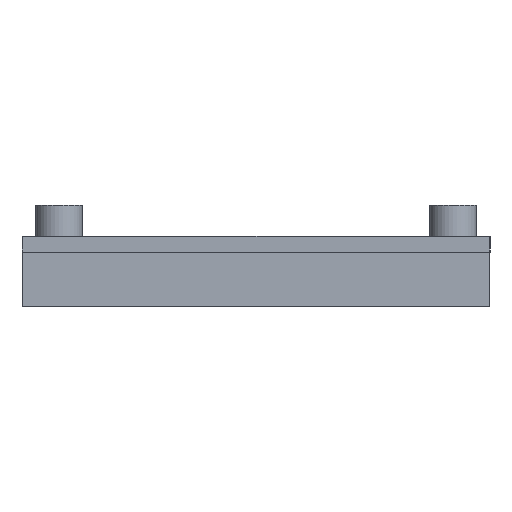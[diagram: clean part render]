
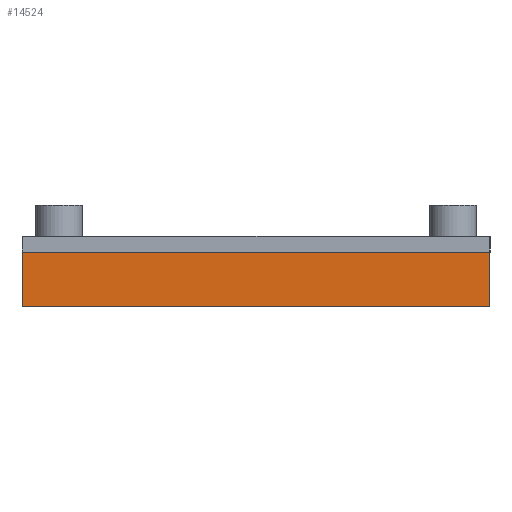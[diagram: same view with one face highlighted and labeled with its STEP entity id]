
A CAD part, left-side view. The second image highlights one B-rep face of the part: STEP entity #14524.
In plain terms, the highlighted planar face has unit normal (-1, 0, 0).
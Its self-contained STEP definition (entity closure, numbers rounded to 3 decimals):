
#211=PLANE('',#15354);
#1008=FACE_OUTER_BOUND('',#1914,.T.);
#1914=EDGE_LOOP('',(#11325,#11326,#11327,#11328));
#3522=LINE('',#21608,#5589);
#3530=LINE('',#21622,#5597);
#3533=LINE('',#21628,#5600);
#3534=LINE('',#21629,#5601);
#5589=VECTOR('',#17134,10.);
#5597=VECTOR('',#17144,10.);
#5600=VECTOR('',#17149,10.);
#5601=VECTOR('',#17150,10.);
#7587=VERTEX_POINT('',#21605);
#7588=VERTEX_POINT('',#21607);
#7593=VERTEX_POINT('',#21621);
#7595=VERTEX_POINT('',#21627);
#9061=EDGE_CURVE('',#7587,#7588,#3522,.T.);
#9069=EDGE_CURVE('',#7588,#7593,#3530,.T.);
#9072=EDGE_CURVE('',#7587,#7595,#3533,.T.);
#9073=EDGE_CURVE('',#7595,#7593,#3534,.T.);
#11325=ORIENTED_EDGE('',*,*,#9061,.F.);
#11326=ORIENTED_EDGE('',*,*,#9072,.T.);
#11327=ORIENTED_EDGE('',*,*,#9073,.T.);
#11328=ORIENTED_EDGE('',*,*,#9069,.F.);
#14524=ADVANCED_FACE('',(#1008),#211,.T.);
#15354=AXIS2_PLACEMENT_3D('',#21626,#17147,#17148);
#17134=DIRECTION('',(0.,0.,-1.));
#17144=DIRECTION('',(0.,1.,0.));
#17147=DIRECTION('center_axis',(-1.,0.,0.));
#17148=DIRECTION('ref_axis',(0.,0.,1.));
#17149=DIRECTION('',(0.,1.,0.));
#17150=DIRECTION('',(0.,0.,-1.));
#21605=CARTESIAN_POINT('',(5.5,-2.35,0.5));
#21607=CARTESIAN_POINT('',(5.5,-2.35,-3.));
#21608=CARTESIAN_POINT('',(5.5,-2.35,-2.25));
#21621=CARTESIAN_POINT('',(5.5,27.65,-3.));
#21622=CARTESIAN_POINT('',(5.5,26.475,-3.));
#21626=CARTESIAN_POINT('Origin',(5.5,-2.35,-3.));
#21627=CARTESIAN_POINT('',(5.5,27.65,0.5));
#21628=CARTESIAN_POINT('',(5.5,-2.35,0.5));
#21629=CARTESIAN_POINT('',(5.5,27.65,-1.875));
